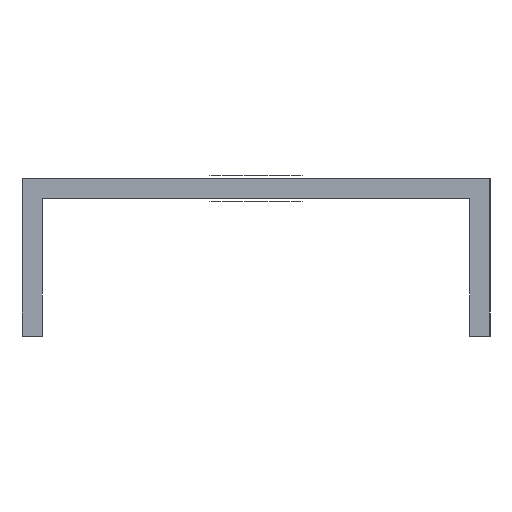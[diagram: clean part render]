
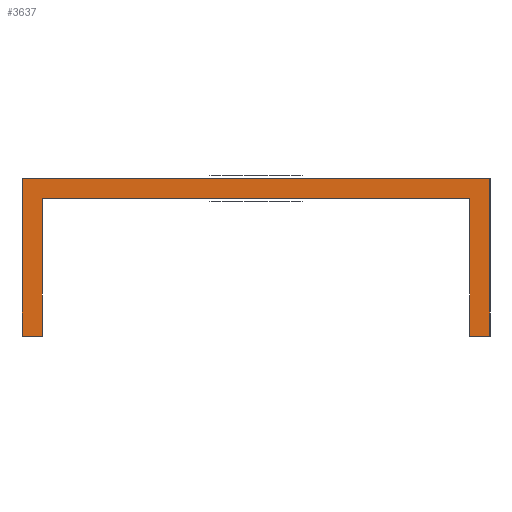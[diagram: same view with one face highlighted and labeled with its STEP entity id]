
A CAD part, left-side view. The second image highlights one B-rep face of the part: STEP entity #3637.
In plain terms, the highlighted planar face has unit normal (-1, 0, 0).
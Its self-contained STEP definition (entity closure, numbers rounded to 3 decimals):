
#321=FACE_OUTER_BOUND('',#481,.T.);
#481=EDGE_LOOP('',(#3291,#3292,#3293,#3294,#3295,#3296,#3297,#3298));
#1087=LINE('',#7004,#1411);
#1092=LINE('',#7014,#1416);
#1095=LINE('',#7020,#1419);
#1097=LINE('',#7024,#1421);
#1100=LINE('',#7030,#1424);
#1101=LINE('',#7032,#1425);
#1102=LINE('',#7034,#1426);
#1103=LINE('',#7035,#1427);
#1411=VECTOR('',#5608,1.);
#1416=VECTOR('',#5615,1.);
#1419=VECTOR('',#5620,1.);
#1421=VECTOR('',#5624,1.);
#1424=VECTOR('',#5629,1.);
#1425=VECTOR('',#5630,1.);
#1426=VECTOR('',#5631,1.);
#1427=VECTOR('',#5632,1.);
#2035=VERTEX_POINT('',#7002);
#2036=VERTEX_POINT('',#7003);
#2040=VERTEX_POINT('',#7013);
#2042=VERTEX_POINT('',#7018);
#2043=VERTEX_POINT('',#7023);
#2045=VERTEX_POINT('',#7029);
#2046=VERTEX_POINT('',#7031);
#2047=VERTEX_POINT('',#7033);
#2651=EDGE_CURVE('',#2035,#2036,#1087,.T.);
#2656=EDGE_CURVE('',#2040,#2035,#1092,.T.);
#2659=EDGE_CURVE('',#2036,#2042,#1095,.T.);
#2661=EDGE_CURVE('',#2043,#2040,#1097,.T.);
#2664=EDGE_CURVE('',#2045,#2042,#1100,.T.);
#2665=EDGE_CURVE('',#2045,#2046,#1101,.T.);
#2666=EDGE_CURVE('',#2046,#2047,#1102,.T.);
#2667=EDGE_CURVE('',#2047,#2043,#1103,.T.);
#3291=ORIENTED_EDGE('',*,*,#2664,.F.);
#3292=ORIENTED_EDGE('',*,*,#2665,.T.);
#3293=ORIENTED_EDGE('',*,*,#2666,.T.);
#3294=ORIENTED_EDGE('',*,*,#2667,.T.);
#3295=ORIENTED_EDGE('',*,*,#2661,.T.);
#3296=ORIENTED_EDGE('',*,*,#2656,.T.);
#3297=ORIENTED_EDGE('',*,*,#2651,.T.);
#3298=ORIENTED_EDGE('',*,*,#2659,.T.);
#3477=PLANE('',#4398);
#3637=ADVANCED_FACE('',(#321),#3477,.F.);
#4398=AXIS2_PLACEMENT_3D('',#7028,#5627,#5628);
#5608=DIRECTION('',(0.,-1.,0.));
#5615=DIRECTION('',(0.,0.,-1.));
#5620=DIRECTION('',(0.,0.,1.));
#5624=DIRECTION('',(0.,1.,0.));
#5627=DIRECTION('center_axis',(1.,0.,0.));
#5628=DIRECTION('ref_axis',(0.,0.,-1.));
#5629=DIRECTION('',(0.,1.,0.));
#5630=DIRECTION('',(0.,0.,-1.));
#5631=DIRECTION('',(0.,-1.,0.));
#5632=DIRECTION('',(0.,0.,1.));
#7002=CARTESIAN_POINT('',(32.325,74.564,0.034));
#7003=CARTESIAN_POINT('',(32.325,72.814,0.034));
#7004=CARTESIAN_POINT('',(32.325,74.564,0.034));
#7013=CARTESIAN_POINT('',(32.325,74.564,13.534));
#7014=CARTESIAN_POINT('',(32.325,74.564,13.534));
#7018=CARTESIAN_POINT('',(32.325,72.814,11.784));
#7020=CARTESIAN_POINT('',(32.325,72.814,0.034));
#7023=CARTESIAN_POINT('',(32.325,34.564,13.534));
#7024=CARTESIAN_POINT('',(32.325,67.814,13.534));
#7028=CARTESIAN_POINT('Origin',(32.325,68.689,6.784));
#7029=CARTESIAN_POINT('',(32.325,36.314,11.784));
#7030=CARTESIAN_POINT('',(32.325,34.564,11.784));
#7031=CARTESIAN_POINT('',(32.325,36.314,0.034));
#7032=CARTESIAN_POINT('',(32.325,36.314,13.534));
#7033=CARTESIAN_POINT('',(32.325,34.564,0.034));
#7034=CARTESIAN_POINT('',(32.325,36.314,0.034));
#7035=CARTESIAN_POINT('',(32.325,34.564,0.034));
